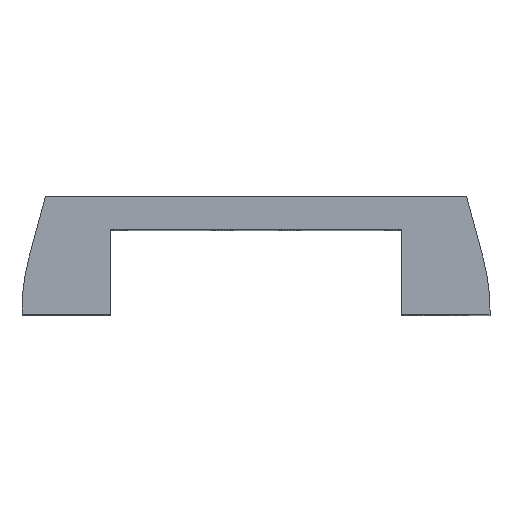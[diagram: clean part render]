
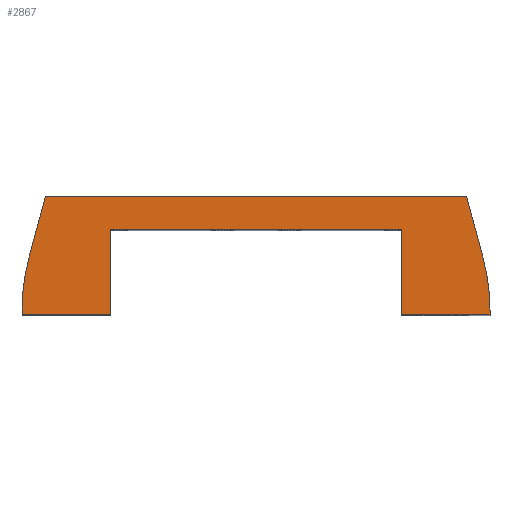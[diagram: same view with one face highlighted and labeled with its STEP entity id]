
A CAD part, top view. The second image highlights one B-rep face of the part: STEP entity #2867.
In plain terms, the highlighted planar face has unit normal (0, 0, 1).
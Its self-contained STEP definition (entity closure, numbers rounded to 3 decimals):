
#54 = LINE ( 'NONE', #2018, #2414 ) ;
#55 = EDGE_CURVE ( 'NONE', #530, #1476, #1691, .T. ) ;
#63 = DIRECTION ( 'NONE',  ( 1., 0., 0. ) ) ;
#66 = DIRECTION ( 'NONE',  ( 0., 0., 1. ) ) ;
#121 = CARTESIAN_POINT ( 'NONE',  ( 0., 10., 0. ) ) ;
#156 = EDGE_CURVE ( 'NONE', #2599, #2394, #54, .T. ) ;
#171 = CARTESIAN_POINT ( 'NONE',  ( 0., -25.5, 0. ) ) ;
#185 = LINE ( 'NONE', #2360, #2318 ) ;
#189 = DIRECTION ( 'NONE',  ( 0., 1., 0. ) ) ;
#234 = DIRECTION ( 'NONE',  ( -0.259, 0.966, 0. ) ) ;
#284 = VECTOR ( 'NONE', #1899, 1000. ) ;
#290 = CARTESIAN_POINT ( 'NONE',  ( 0., 0., 0. ) ) ;
#302 = EDGE_CURVE ( 'NONE', #2394, #308, #438, .T. ) ;
#308 = VERTEX_POINT ( 'NONE', #844 ) ;
#341 = ORIENTED_EDGE ( 'NONE', *, *, #2862, .F. ) ;
#438 = LINE ( 'NONE', #1664, #1071 ) ;
#451 = CARTESIAN_POINT ( 'NONE',  ( 2.044, -8.494, 0. ) ) ;
#490 = CARTESIAN_POINT ( 'NONE',  ( 113.35, -25.5, 0. ) ) ;
#530 = VERTEX_POINT ( 'NONE', #3016 ) ;
#533 = ORIENTED_EDGE ( 'NONE', *, *, #2953, .F. ) ;
#588 = CARTESIAN_POINT ( 'NONE',  ( 139.7, -25.5, 0. ) ) ;
#600 = CARTESIAN_POINT ( 'NONE',  ( 7., 10., 0. ) ) ;
#606 = DIRECTION ( 'NONE',  ( -1., 0., 0. ) ) ;
#614 = VECTOR ( 'NONE', #189, 1000. ) ;
#670 = ORIENTED_EDGE ( 'NONE', *, *, #2287, .F. ) ;
#677 = CARTESIAN_POINT ( 'NONE',  ( 0., -25.5, 0. ) ) ;
#678 = EDGE_CURVE ( 'NONE', #308, #1727, #836, .T. ) ;
#707 = LINE ( 'NONE', #1736, #1587 ) ;
#720 = ORIENTED_EDGE ( 'NONE', *, *, #55, .T. ) ;
#833 = DIRECTION ( 'NONE',  ( 1., 0., 0. ) ) ;
#836 = LINE ( 'NONE', #2657, #614 ) ;
#844 = CARTESIAN_POINT ( 'NONE',  ( 26.35, -25.5, 0. ) ) ;
#852 = AXIS2_PLACEMENT_3D ( 'NONE', #3023, #66, #1549 ) ;
#863 = AXIS2_PLACEMENT_3D ( 'NONE', #2300, #1291, #2428 ) ;
#866 = CARTESIAN_POINT ( 'NONE',  ( 0., -16.124, 0. ) ) ;
#914 = LINE ( 'NONE', #866, #284 ) ;
#929 = FACE_OUTER_BOUND ( 'NONE', #1548, .T. ) ;
#971 = VERTEX_POINT ( 'NONE', #451 ) ;
#1028 = VECTOR ( 'NONE', #63, 1000. ) ;
#1071 = VECTOR ( 'NONE', #1090, 1000. ) ;
#1090 = DIRECTION ( 'NONE',  ( 1., 0., 0. ) ) ;
#1128 = EDGE_CURVE ( 'NONE', #971, #2599, #1654, .T. ) ;
#1158 = CARTESIAN_POINT ( 'NONE',  ( 137.656, -8.494, 0. ) ) ;
#1175 = DIRECTION ( 'NONE',  ( 0., -1., 0. ) ) ;
#1226 = CARTESIAN_POINT ( 'NONE',  ( 0., -24.024, 0. ) ) ;
#1291 = DIRECTION ( 'NONE',  ( 0., 0., 1. ) ) ;
#1476 = VERTEX_POINT ( 'NONE', #588 ) ;
#1505 = VERTEX_POINT ( 'NONE', #1795 ) ;
#1540 = ORIENTED_EDGE ( 'NONE', *, *, #3092, .T. ) ;
#1548 = EDGE_LOOP ( 'NONE', ( #2705, #2795, #3084, #2289, #533, #720, #341, #1540, #1713, #670, #2267, #1904 ) ) ;
#1549 = DIRECTION ( 'NONE',  ( -1., 0., 0. ) ) ;
#1587 = VECTOR ( 'NONE', #234, 1000. ) ;
#1623 = VECTOR ( 'NONE', #1675, 1000. ) ;
#1654 = CIRCLE ( 'NONE', #863, 60. ) ;
#1664 = CARTESIAN_POINT ( 'NONE',  ( 0., -25.5, 0. ) ) ;
#1675 = DIRECTION ( 'NONE',  ( 1., 0., 0. ) ) ;
#1691 = LINE ( 'NONE', #677, #1623 ) ;
#1713 = ORIENTED_EDGE ( 'NONE', *, *, #2995, .T. ) ;
#1727 = VERTEX_POINT ( 'NONE', #2990 ) ;
#1736 = CARTESIAN_POINT ( 'NONE',  ( 132.7, 10., 0. ) ) ;
#1795 = CARTESIAN_POINT ( 'NONE',  ( 139.7, -24.024, 0. ) ) ;
#1899 = DIRECTION ( 'NONE',  ( -0.259, -0.966, 0. ) ) ;
#1904 = ORIENTED_EDGE ( 'NONE', *, *, #1128, .T. ) ;
#1908 = EDGE_CURVE ( 'NONE', #1727, #2979, #2024, .T. ) ;
#1927 = PLANE ( 'NONE',  #2158 ) ;
#1978 = CARTESIAN_POINT ( 'NONE',  ( 113.35, 0., 0. ) ) ;
#1999 = DIRECTION ( 'NONE',  ( 0., -1., 0. ) ) ;
#2016 = VERTEX_POINT ( 'NONE', #600 ) ;
#2018 = CARTESIAN_POINT ( 'NONE',  ( 0., 10., 0. ) ) ;
#2024 = LINE ( 'NONE', #290, #1028 ) ;
#2068 = CARTESIAN_POINT ( 'NONE',  ( 0., 10., 0. ) ) ;
#2158 = AXIS2_PLACEMENT_3D ( 'NONE', #121, #2635, #606 ) ;
#2195 = LINE ( 'NONE', #490, #3097 ) ;
#2228 = CARTESIAN_POINT ( 'NONE',  ( 132.7, 10., 0. ) ) ;
#2267 = ORIENTED_EDGE ( 'NONE', *, *, #2409, .T. ) ;
#2287 = EDGE_CURVE ( 'NONE', #2016, #2883, #2317, .T. ) ;
#2289 = ORIENTED_EDGE ( 'NONE', *, *, #1908, .T. ) ;
#2300 = CARTESIAN_POINT ( 'NONE',  ( 60., -24.024, 0. ) ) ;
#2317 = LINE ( 'NONE', #2068, #2900 ) ;
#2318 = VECTOR ( 'NONE', #1175, 1000. ) ;
#2360 = CARTESIAN_POINT ( 'NONE',  ( 139.7, 10., 0. ) ) ;
#2394 = VERTEX_POINT ( 'NONE', #171 ) ;
#2409 = EDGE_CURVE ( 'NONE', #2016, #971, #914, .T. ) ;
#2414 = VECTOR ( 'NONE', #1999, 1000. ) ;
#2428 = DIRECTION ( 'NONE',  ( -1., 0., 0. ) ) ;
#2488 = DIRECTION ( 'NONE',  ( 0., 1., 0. ) ) ;
#2599 = VERTEX_POINT ( 'NONE', #1226 ) ;
#2635 = DIRECTION ( 'NONE',  ( 0., 0., -1. ) ) ;
#2657 = CARTESIAN_POINT ( 'NONE',  ( 26.35, -25.5, 0. ) ) ;
#2705 = ORIENTED_EDGE ( 'NONE', *, *, #156, .T. ) ;
#2795 = ORIENTED_EDGE ( 'NONE', *, *, #302, .T. ) ;
#2840 = VERTEX_POINT ( 'NONE', #1158 ) ;
#2862 = EDGE_CURVE ( 'NONE', #1505, #1476, #185, .T. ) ;
#2867 = ADVANCED_FACE ( 'NONE', ( #929 ), #1927, .F. ) ;
#2883 = VERTEX_POINT ( 'NONE', #2228 ) ;
#2900 = VECTOR ( 'NONE', #833, 1000. ) ;
#2953 = EDGE_CURVE ( 'NONE', #530, #2979, #2195, .T. ) ;
#2979 = VERTEX_POINT ( 'NONE', #1978 ) ;
#2990 = CARTESIAN_POINT ( 'NONE',  ( 26.35, 0., 0. ) ) ;
#2995 = EDGE_CURVE ( 'NONE', #2840, #2883, #707, .T. ) ;
#3016 = CARTESIAN_POINT ( 'NONE',  ( 113.35, -25.5, 0. ) ) ;
#3023 = CARTESIAN_POINT ( 'NONE',  ( 79.7, -24.024, 0. ) ) ;
#3084 = ORIENTED_EDGE ( 'NONE', *, *, #678, .T. ) ;
#3092 = EDGE_CURVE ( 'NONE', #1505, #2840, #3105, .T. ) ;
#3097 = VECTOR ( 'NONE', #2488, 1000. ) ;
#3105 = CIRCLE ( 'NONE', #852, 60. ) ;
